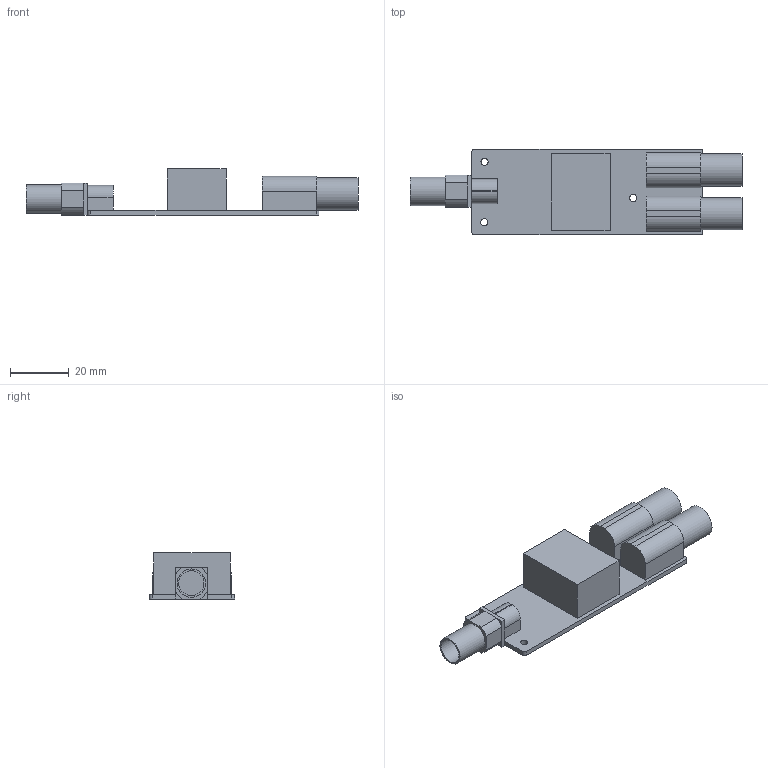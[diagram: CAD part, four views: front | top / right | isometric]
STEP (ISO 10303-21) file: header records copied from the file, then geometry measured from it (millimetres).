
FILE_DESCRIPTION(('FreeCAD Model'),'2;1');
FILE_NAME('Open CASCADE Shape Model','2022-02-22T11:20:00',(''),(''), 'Open CASCADE STEP processor 7.5','FreeCAD','Unknown');
FILE_SCHEMA(('AUTOMOTIVE_DESIGN { 1 0 10303 214 1 1 1 1 }'));
Length unit declared in the file: millimetre
Products named in the file (1): PCB
Bounding box: 112.65 x 29 x 15.65 mm (x, y, z)
Volume: 18248.8 mm3; surface area: 10569.3 mm2
Topology: 1 solids, 1 shells, 79 faces, 188 edges, 122 vertices
Faces by surface type: plane 53, cylinder 26
Full cylindrical faces by diameter (mm): 1.17 x1, 2.2 x2, 2.4 x3, 8.5 x1, 9.1 x2, 9.65 x1, 11 x2
Entity records: 4835 total; most frequent: CARTESIAN_POINT 910, DIRECTION 759, LINE 446, VECTOR 446, ORIENTED_EDGE 376, PCURVE 376, DEFINITIONAL_REPRESENTATION 376, EDGE_CURVE 188
